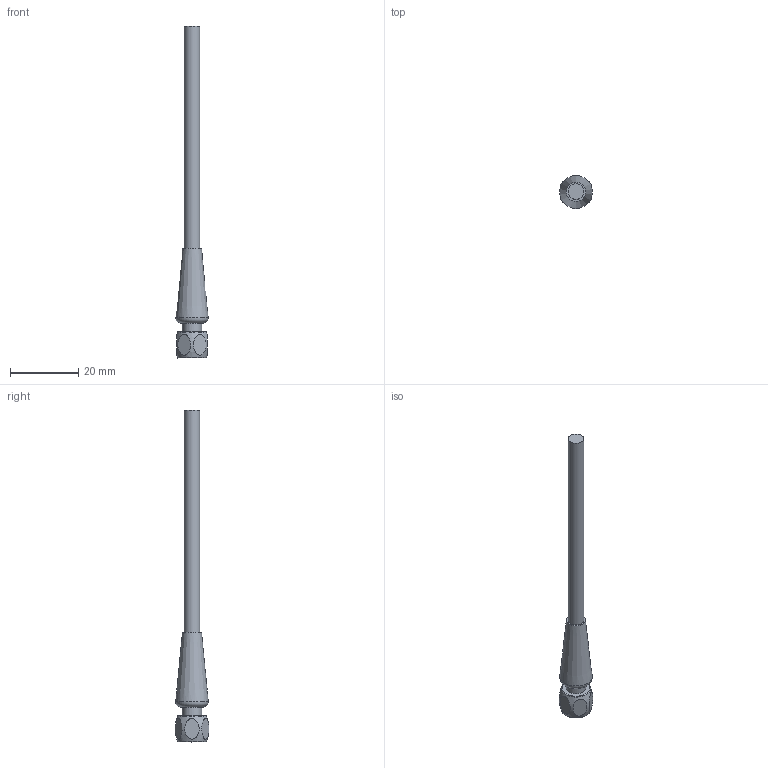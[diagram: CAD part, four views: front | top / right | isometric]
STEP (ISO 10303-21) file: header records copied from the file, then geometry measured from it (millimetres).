
FILE_DESCRIPTION(/* description */ (''),/* implementation_level */ '2;1');
FILE_NAME(/* name */ 'FB-SKP3-m_S3930.stp',/* time_stamp */ '2014-09-24T10:18:58+02:00',/* author */ (''),/* organization */ (''),/* preprocessor_version */ 'ST-DEVELOPER v14',/* originating_system */ 'SIEMENS PLM Software NX 8.0',/* authorisation */ '');
FILE_SCHEMA (('AUTOMOTIVE_DESIGN { 1 0 10303 214 3 1 1 1 }'));
Length unit declared in the file: millimetre
Products named in the file (1): 5012192__Leitung_D_4_4_ohne_Litzen_part_81320
Bounding box: 9.5 x 9.91 x 97 mm (x, y, z)
Volume: 2591.5 mm3; surface area: 2087.3 mm2
Topology: 1 solids, 2 shells, 33 faces, 61 edges, 45 vertices
Faces by surface type: plane 15, cylinder 8, torus 7, cone 2, bspline 1
Full cylindrical faces by diameter (mm): 1.1 x3, 4.6 x1, 5.7 x2, 7 x2
Entity records: 804 total; most frequent: CARTESIAN_POINT 229, DIRECTION 118, EDGE_LOOP 64, ORIENTED_EDGE 64, AXIS2_PLACEMENT_3D 59, FACE_BOUND 54, ADVANCED_FACE 33, VERTEX_POINT 32
